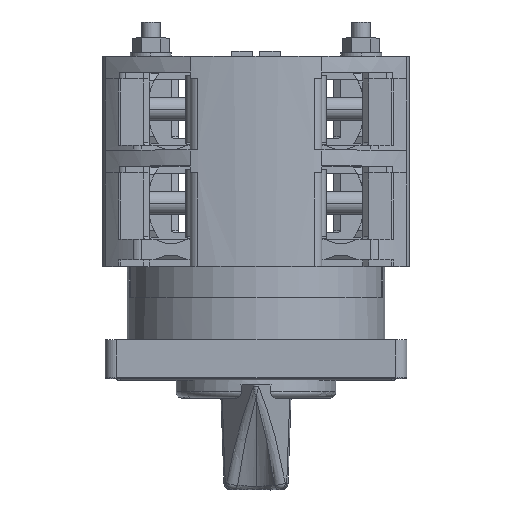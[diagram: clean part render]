
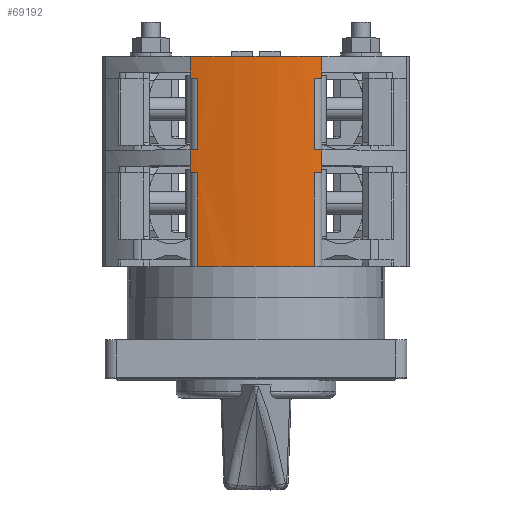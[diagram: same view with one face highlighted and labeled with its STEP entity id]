
A CAD part, top view. The second image highlights one B-rep face of the part: STEP entity #69192.
In plain terms, the highlighted cylindrical face has radius 65.797 mm (diameter 131.594 mm), a partial arc.
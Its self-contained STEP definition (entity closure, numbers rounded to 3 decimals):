
#42856=DIRECTION('',(0.,-1.,0.));
#42857=VECTOR('',#42856,3.511);
#42858=CARTESIAN_POINT('',(-14.443,20.997,
32.794));
#42859=LINE('',#42858,#42857);
#42871=CARTESIAN_POINT('',(0.,20.997,
-31.398));
#42872=DIRECTION('',(0.,-1.,0.));
#42873=DIRECTION('',(-0.195,0.,0.981));
#42874=AXIS2_PLACEMENT_3D('',#42871,#42872,#42873);
#43030=CARTESIAN_POINT('',(0.,41.617,
-31.398));
#43031=DIRECTION('',(0.,-1.,0.));
#43032=DIRECTION('',(0.22,0.,0.976));
#43033=AXIS2_PLACEMENT_3D('',#43030,#43031,#43032);
#43038=CARTESIAN_POINT('',(0.,41.617,
-31.398));
#43039=DIRECTION('',(0.,-1.,0.));
#43040=DIRECTION('',(0.,0.,1.));
#43041=AXIS2_PLACEMENT_3D('',#43038,#43039,#43040);
#43404=DIRECTION('',(0.,-1.,0.));
#43405=VECTOR('',#43404,1.505);
#43406=CARTESIAN_POINT('',(14.443,17.486,32.794));
#43407=LINE('',#43406,#43405);
#43411=DIRECTION('',(0.,-1.,0.));
#43412=VECTOR('',#43411,20.562);
#43413=CARTESIAN_POINT('',(12.828,15.982,33.136));
#43414=LINE('',#43413,#43412);
#43418=DIRECTION('',(0.,1.,0.));
#43419=VECTOR('',#43418,1.505);
#43420=CARTESIAN_POINT('',(-14.443,15.982,
32.794));
#43421=LINE('',#43420,#43419);
#43425=DIRECTION('',(0.,1.,0.));
#43426=VECTOR('',#43425,15.605);
#43427=CARTESIAN_POINT('',(-12.828,20.997,
33.136));
#43428=LINE('',#43427,#43426);
#43432=DIRECTION('',(0.,1.,0.));
#43433=VECTOR('',#43432,1.505);
#43434=CARTESIAN_POINT('',(-14.443,36.602,
32.794));
#43435=LINE('',#43434,#43433);
#43439=DIRECTION('',(0.,1.,0.));
#43440=VECTOR('',#43439,3.511);
#43441=CARTESIAN_POINT('',(-14.443,38.106,
32.794));
#43442=LINE('',#43441,#43440);
#43446=DIRECTION('',(0.,-1.,0.));
#43447=VECTOR('',#43446,3.511);
#43448=CARTESIAN_POINT('',(14.443,41.617,32.794));
#43449=LINE('',#43448,#43447);
#43453=DIRECTION('',(0.,-1.,0.));
#43454=VECTOR('',#43453,1.505);
#43455=CARTESIAN_POINT('',(14.443,38.106,32.794));
#43456=LINE('',#43455,#43454);
#43460=DIRECTION('',(0.,1.,0.));
#43461=VECTOR('',#43460,15.605);
#43462=CARTESIAN_POINT('',(12.828,20.997,33.136));
#43463=LINE('',#43462,#43461);
#43490=CARTESIAN_POINT('',(0.,20.997,
-31.398));
#43491=DIRECTION('',(0.,-1.,0.));
#43492=DIRECTION('',(0.22,0.,0.976));
#43493=AXIS2_PLACEMENT_3D('',#43490,#43491,#43492);
#43634=CARTESIAN_POINT('',(0.,36.602,
-31.398));
#43635=DIRECTION('',(0.,1.,0.));
#43636=DIRECTION('',(0.195,0.,0.981));
#43637=AXIS2_PLACEMENT_3D('',#43634,#43635,#43636);
#47062=CARTESIAN_POINT('',(0.,-4.58,
-31.398));
#47063=DIRECTION('',(0.,1.,0.));
#47064=DIRECTION('',(-0.195,0.,0.981));
#47065=AXIS2_PLACEMENT_3D('',#47062,#47063,#47064);
#47070=CARTESIAN_POINT('',(0.,-4.58,
-31.398));
#47071=DIRECTION('',(0.,1.,0.));
#47072=DIRECTION('',(0.,0.,1.));
#47073=AXIS2_PLACEMENT_3D('',#47070,#47071,#47072);
#55934=DIRECTION('',(0.,1.,0.));
#55935=VECTOR('',#55934,3.511);
#55936=CARTESIAN_POINT('',(14.443,17.486,32.794));
#55937=LINE('',#55936,#55935);
#56651=CARTESIAN_POINT('',(0.,15.982,
-31.398));
#56652=DIRECTION('',(0.,1.,0.));
#56653=DIRECTION('',(-0.22,0.,0.976));
#56654=AXIS2_PLACEMENT_3D('',#56651,#56652,#56653);
#56659=DIRECTION('',(0.,-1.,0.));
#56660=VECTOR('',#56659,20.562);
#56661=CARTESIAN_POINT('',(-12.828,15.982,
33.136));
#56662=LINE('',#56661,#56660);
#58629=CARTESIAN_POINT('',(0.,15.982,
-31.398));
#58630=DIRECTION('',(0.,1.,0.));
#58631=DIRECTION('',(0.195,0.,0.981));
#58632=AXIS2_PLACEMENT_3D('',#58629,#58630,#58631);
#62790=CARTESIAN_POINT('',(0.,36.602,
-31.398));
#62791=DIRECTION('',(0.,1.,0.));
#62792=DIRECTION('',(-0.22,0.,0.976));
#62793=AXIS2_PLACEMENT_3D('',#62790,#62791,#62792);
#64211=CARTESIAN_POINT('',(-14.443,38.106,
32.794));
#64212=VERTEX_POINT('',#64211);
#64217=CARTESIAN_POINT('',(14.443,38.106,32.794));
#64218=VERTEX_POINT('',#64217);
#64706=CARTESIAN_POINT('',(-14.443,17.486,
32.794));
#64707=VERTEX_POINT('',#64706);
#64712=CARTESIAN_POINT('',(14.443,17.486,32.794));
#64713=VERTEX_POINT('',#64712);
#64806=CARTESIAN_POINT('',(-14.443,20.997,
32.794));
#64808=VERTEX_POINT('',#64806);
#64830=CARTESIAN_POINT('',(-12.828,20.997,
33.136));
#64831=VERTEX_POINT('',#64830);
#64854=CARTESIAN_POINT('',(14.443,20.997,32.794));
#64855=VERTEX_POINT('',#64854);
#64856=CARTESIAN_POINT('',(12.828,20.997,33.136));
#64857=VERTEX_POINT('',#64856);
#65453=CARTESIAN_POINT('',(0.,41.617,
34.399));
#65454=CARTESIAN_POINT('',(-14.443,41.617,
32.794));
#65455=VERTEX_POINT('',#65453);
#65456=VERTEX_POINT('',#65454);
#65457=CARTESIAN_POINT('',(14.443,41.617,32.794));
#65458=VERTEX_POINT('',#65457);
#65533=CARTESIAN_POINT('',(12.828,36.602,33.136));
#65534=VERTEX_POINT('',#65533);
#65535=CARTESIAN_POINT('',(14.443,15.982,32.794));
#65536=VERTEX_POINT('',#65535);
#65537=CARTESIAN_POINT('',(12.828,15.982,33.136));
#65538=VERTEX_POINT('',#65537);
#65539=CARTESIAN_POINT('',(12.828,-4.58,
33.136));
#65540=VERTEX_POINT('',#65539);
#65541=CARTESIAN_POINT('',(0.,-4.58,
34.399));
#65542=VERTEX_POINT('',#65541);
#65543=CARTESIAN_POINT('',(-12.828,-4.58,
33.136));
#65544=VERTEX_POINT('',#65543);
#65545=CARTESIAN_POINT('',(-12.828,15.982,
33.136));
#65546=VERTEX_POINT('',#65545);
#65547=CARTESIAN_POINT('',(-14.443,15.982,
32.794));
#65548=VERTEX_POINT('',#65547);
#65549=CARTESIAN_POINT('',(-12.828,36.602,
33.136));
#65550=VERTEX_POINT('',#65549);
#65551=CARTESIAN_POINT('',(-14.443,36.602,
32.794));
#65552=VERTEX_POINT('',#65551);
#65553=CARTESIAN_POINT('',(14.443,36.602,32.794));
#65554=VERTEX_POINT('',#65553);
#69147=CARTESIAN_POINT('',(0.,16.04,
-31.398));
#69148=DIRECTION('',(0.,1.,0.));
#69149=DIRECTION('',(0.,0.,1.));
#69150=AXIS2_PLACEMENT_3D('',#69147,#69148,#69149);
#69151=CYLINDRICAL_SURFACE('',#69150,65.797);
#69153=ORIENTED_EDGE('',*,*,#69152,.F.);
#69155=ORIENTED_EDGE('',*,*,#69154,.F.);
#69157=ORIENTED_EDGE('',*,*,#69156,.F.);
#69159=ORIENTED_EDGE('',*,*,#69158,.T.);
#69161=ORIENTED_EDGE('',*,*,#69160,.F.);
#69163=ORIENTED_EDGE('',*,*,#69162,.T.);
#69165=ORIENTED_EDGE('',*,*,#69164,.F.);
#69167=ORIENTED_EDGE('',*,*,#69166,.F.);
#69169=ORIENTED_EDGE('',*,*,#69168,.F.);
#69171=ORIENTED_EDGE('',*,*,#69170,.F.);
#69173=ORIENTED_EDGE('',*,*,#69172,.T.);
#69174=ORIENTED_EDGE('',*,*,#68838,.F.);
#69175=ORIENTED_EDGE('',*,*,#68868,.F.);
#69177=ORIENTED_EDGE('',*,*,#69176,.T.);
#69179=ORIENTED_EDGE('',*,*,#69178,.F.);
#69180=ORIENTED_EDGE('',*,*,#68911,.T.);
#69181=ORIENTED_EDGE('',*,*,#69004,.T.);
#69182=ORIENTED_EDGE('',*,*,#69030,.F.);
#69183=ORIENTED_EDGE('',*,*,#69028,.F.);
#69185=ORIENTED_EDGE('',*,*,#69184,.T.);
#69187=ORIENTED_EDGE('',*,*,#69186,.T.);
#69189=ORIENTED_EDGE('',*,*,#69188,.F.);
#69190=EDGE_LOOP('',(#69153,#69155,#69157,#69159,#69161,#69163,#69165,#69167,
#69169,#69171,#69173,#69174,#69175,#69177,#69179,#69180,#69181,#69182,#69183,
#69185,#69187,#69189));
#69191=FACE_OUTER_BOUND('',#69190,.F.);
#42875=CIRCLE('',#42874,65.797);
#43034=CIRCLE('',#43033,65.797);
#43042=CIRCLE('',#43041,65.797);
#43494=CIRCLE('',#43493,65.797);
#43638=CIRCLE('',#43637,65.797);
#47066=CIRCLE('',#47065,65.797);
#47074=CIRCLE('',#47073,65.797);
#56655=CIRCLE('',#56654,65.797);
#58633=CIRCLE('',#58632,65.797);
#62794=CIRCLE('',#62793,65.797);
#68838=EDGE_CURVE('',#64808,#64707,#42859,.T.);
#68868=EDGE_CURVE('',#64831,#64808,#42875,.T.);
#68911=EDGE_CURVE('',#65552,#64212,#43435,.T.);
#69004=EDGE_CURVE('',#64212,#65456,#43442,.T.);
#69028=EDGE_CURVE('',#65458,#65455,#43034,.T.);
#69030=EDGE_CURVE('',#65455,#65456,#43042,.T.);
#69152=EDGE_CURVE('',#64857,#65534,#43463,.T.);
#69154=EDGE_CURVE('',#64855,#64857,#43494,.T.);
#69156=EDGE_CURVE('',#64713,#64855,#55937,.T.);
#69158=EDGE_CURVE('',#64713,#65536,#43407,.T.);
#69160=EDGE_CURVE('',#65538,#65536,#58633,.T.);
#69162=EDGE_CURVE('',#65538,#65540,#43414,.T.);
#69164=EDGE_CURVE('',#65542,#65540,#47074,.T.);
#69166=EDGE_CURVE('',#65544,#65542,#47066,.T.);
#69168=EDGE_CURVE('',#65546,#65544,#56662,.T.);
#69170=EDGE_CURVE('',#65548,#65546,#56655,.T.);
#69172=EDGE_CURVE('',#65548,#64707,#43421,.T.);
#69176=EDGE_CURVE('',#64831,#65550,#43428,.T.);
#69178=EDGE_CURVE('',#65552,#65550,#62794,.T.);
#69184=EDGE_CURVE('',#65458,#64218,#43449,.T.);
#69186=EDGE_CURVE('',#64218,#65554,#43456,.T.);
#69188=EDGE_CURVE('',#65534,#65554,#43638,.T.);
#69192=ADVANCED_FACE('',(#69191),#69151,.T.);
